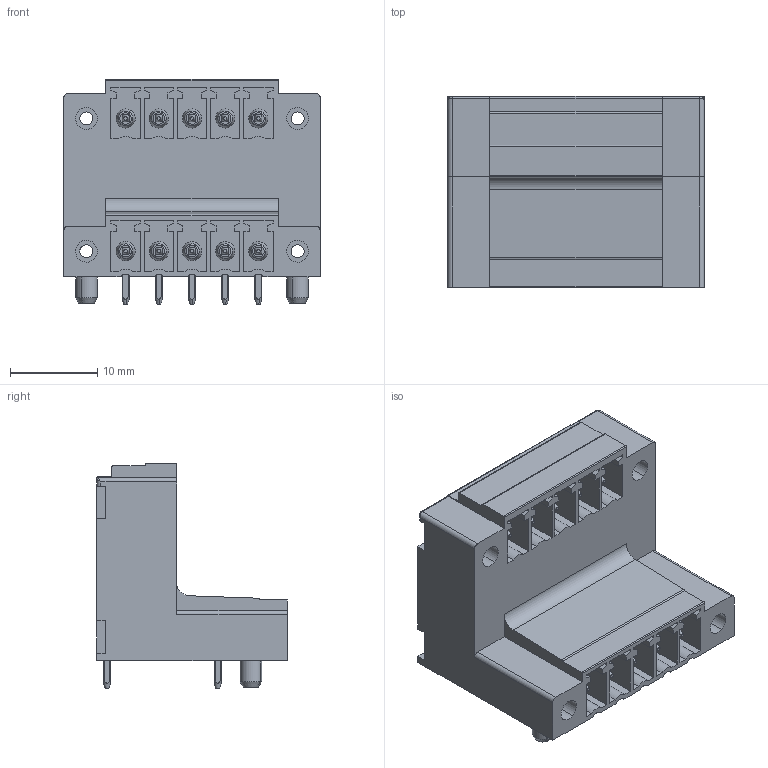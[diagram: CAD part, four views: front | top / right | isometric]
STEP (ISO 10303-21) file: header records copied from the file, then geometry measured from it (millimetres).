
FILE_DESCRIPTION(('CATIA V5 STEP Exchange','CAx-IF Rec.Pracs.--- Model Styling and Organization---1.2---2011-12-15'),'2;1');
FILE_NAME ('D1447251_0', '2018-10-15T06:19:05+00:00', ('none'), ('Weidmueller'), 'CATIA Version 5-6 Release 2014', 'CATIA V5 STEP AP214', 'none');
FILE_SCHEMA(('AUTOMOTIVE_DESIGN { 1 0 10303 214 1 1 1 1 }'));
Length unit declared in the file: millimetre
Products named in the file (1): 1032950000
Bounding box: 29.44 x 21.9 x 25.9 mm (x, y, z)
Volume: 5575.6 mm3; surface area: 7214.3 mm2
Topology: 11 solids, 11 shells, 764 faces, 2084 edges, 1370 vertices
Faces by surface type: plane 466, cylinder 208, cone 58, torus 20, revolution 10, bspline 2
Entity records: 23974 total; most frequent: CARTESIAN_POINT 6491, ORIENTED_EDGE 4164, DIRECTION 2586, EDGE_CURVE 2082, VECTOR 1440, LINE 1440, VERTEX_POINT 1370, EDGE_LOOP 822
